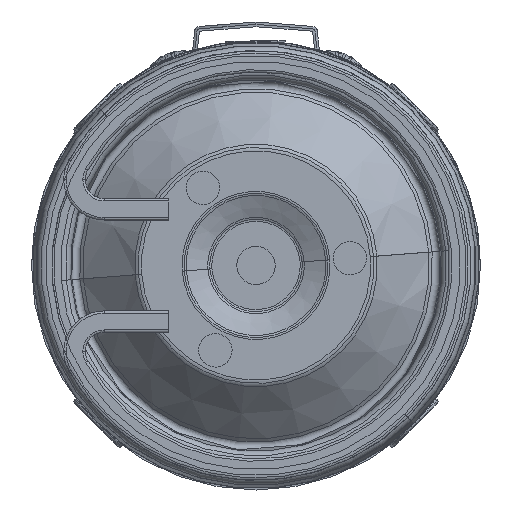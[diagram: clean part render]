
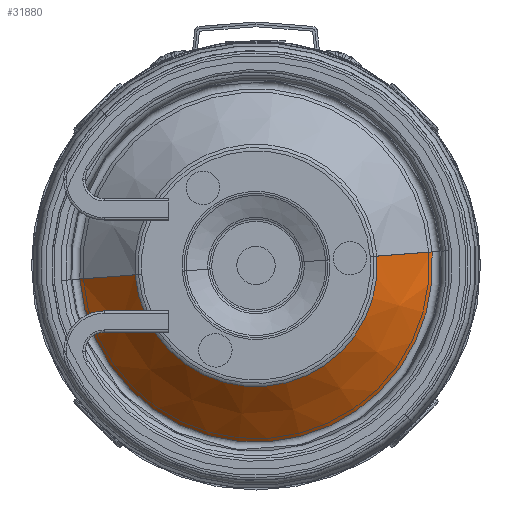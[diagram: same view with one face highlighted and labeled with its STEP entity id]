
A CAD part, front view. The second image highlights one B-rep face of the part: STEP entity #31880.
In plain terms, the highlighted conical face has half-angle 46.546 degrees and reference radius 25.375 mm.
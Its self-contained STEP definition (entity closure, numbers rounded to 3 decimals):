
#798 = DIRECTION ( 'NONE',  ( 0., 0., 1. ) ) ;
#1402 = FACE_OUTER_BOUND ( 'NONE', #29492, .T. ) ;
#1834 = CARTESIAN_POINT ( 'NONE',  ( 0., 0.548, 0. ) ) ;
#1993 = CIRCLE ( 'NONE', #4641, 36.962 ) ;
#2193 = CARTESIAN_POINT ( 'NONE',  ( 0., 0.548, -25.376 ) ) ;
#2979 = ORIENTED_EDGE ( 'NONE', *, *, #18680, .T. ) ;
#4641 = AXIS2_PLACEMENT_3D ( 'NONE', #11138, #23902, #36700 ) ;
#7598 = CIRCLE ( 'NONE', #23343, 25.376 ) ;
#10298 = ORIENTED_EDGE ( 'NONE', *, *, #15986, .F. ) ;
#10603 = EDGE_CURVE ( 'NONE', #34621, #30176, #15223, .T. ) ;
#10785 = DIRECTION ( 'NONE',  ( 0., 1., 0. ) ) ;
#11100 = DIRECTION ( 'NONE',  ( 0., 0.688, -0.726 ) ) ;
#11138 = CARTESIAN_POINT ( 'NONE',  ( 0., 11.526, 0. ) ) ;
#12596 = AXIS2_PLACEMENT_3D ( 'NONE', #1834, #10785, #36352 ) ;
#13731 = DIRECTION ( 'NONE',  ( 0., 1., 0. ) ) ;
#13970 = EDGE_CURVE ( 'NONE', #28395, #30176, #1993, .T. ) ;
#14289 = CARTESIAN_POINT ( 'NONE',  ( 0., 0.548, 25.376 ) ) ;
#14830 = DIRECTION ( 'NONE',  ( 0., 0.688, 0.726 ) ) ;
#15223 = LINE ( 'NONE', #40810, #18025 ) ;
#15798 = VERTEX_POINT ( 'NONE', #2193 ) ;
#15986 = EDGE_CURVE ( 'NONE', #15798, #28395, #17586, .T. ) ;
#16050 = CARTESIAN_POINT ( 'NONE',  ( 0., 0.548, 0. ) ) ;
#16747 = VECTOR ( 'NONE', #11100, 1000. ) ;
#17362 = CARTESIAN_POINT ( 'NONE',  ( 0., 11.526, -36.962 ) ) ;
#17586 = LINE ( 'NONE', #24300, #16747 ) ;
#18025 = VECTOR ( 'NONE', #14830, 1000. ) ;
#18680 = EDGE_CURVE ( 'NONE', #15798, #34621, #7598, .T. ) ;
#19282 = CARTESIAN_POINT ( 'NONE',  ( 0., 11.526, 36.962 ) ) ;
#23343 = AXIS2_PLACEMENT_3D ( 'NONE', #16050, #13731, #798 ) ;
#23902 = DIRECTION ( 'NONE',  ( 0., 1., 0. ) ) ;
#24300 = CARTESIAN_POINT ( 'NONE',  ( 0., 0.548, -25.376 ) ) ;
#28395 = VERTEX_POINT ( 'NONE', #17362 ) ;
#29492 = EDGE_LOOP ( 'NONE', ( #10298, #2979, #37130, #31492 ) ) ;
#30176 = VERTEX_POINT ( 'NONE', #19282 ) ;
#31492 = ORIENTED_EDGE ( 'NONE', *, *, #13970, .F. ) ;
#31880 = ADVANCED_FACE ( 'NONE', ( #1402 ), #33328, .T. ) ;
#33328 = CONICAL_SURFACE ( 'NONE', #12596, 25.376, 0.812 ) ;
#34621 = VERTEX_POINT ( 'NONE', #14289 ) ;
#36352 = DIRECTION ( 'NONE',  ( 0., 0., 1. ) ) ;
#36700 = DIRECTION ( 'NONE',  ( 0., 0., 1. ) ) ;
#37130 = ORIENTED_EDGE ( 'NONE', *, *, #10603, .T. ) ;
#40810 = CARTESIAN_POINT ( 'NONE',  ( 0., 0.548, 25.376 ) ) ;
